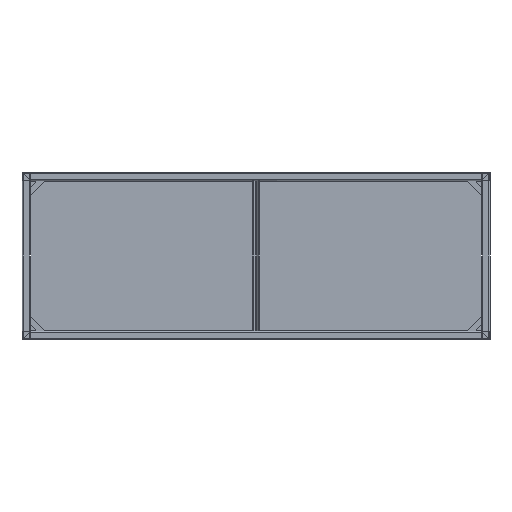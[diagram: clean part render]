
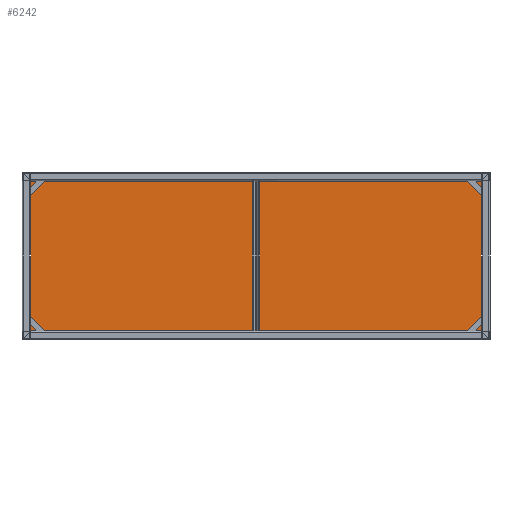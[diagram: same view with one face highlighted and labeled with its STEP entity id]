
A CAD part, front view. The second image highlights one B-rep face of the part: STEP entity #6242.
In plain terms, the highlighted planar face has unit normal (0, -1, 0).
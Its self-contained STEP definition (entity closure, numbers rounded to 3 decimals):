
#86 = LINE ( 'NONE', #471, #4432 ) ;
#95 = DIRECTION ( 'NONE',  ( 0., 1., 0. ) ) ;
#250 = VECTOR ( 'NONE', #6305, 1000. ) ;
#397 = DIRECTION ( 'NONE',  ( -1., 0., 0. ) ) ;
#452 = CARTESIAN_POINT ( 'NONE',  ( 817.5, -15., 270. ) ) ;
#471 = CARTESIAN_POINT ( 'NONE',  ( -817.5, -15., 270. ) ) ;
#782 = EDGE_CURVE ( 'NONE', #3976, #2639, #1372, .T. ) ;
#819 = VECTOR ( 'NONE', #6734, 1000. ) ;
#894 = CARTESIAN_POINT ( 'NONE',  ( -817.5, -15., 270. ) ) ;
#908 = CARTESIAN_POINT ( 'NONE',  ( 817.5, -15., -270. ) ) ;
#1006 = ORIENTED_EDGE ( 'NONE', *, *, #2486, .T. ) ;
#1144 = ORIENTED_EDGE ( 'NONE', *, *, #4504, .T. ) ;
#1372 = LINE ( 'NONE', #7303, #819 ) ;
#1376 = EDGE_CURVE ( 'NONE', #3191, #7139, #86, .T. ) ;
#1824 = LINE ( 'NONE', #5825, #250 ) ;
#2486 = EDGE_CURVE ( 'NONE', #2639, #3191, #1824, .T. ) ;
#2553 = AXIS2_PLACEMENT_3D ( 'NONE', #6865, #95, #4082 ) ;
#2637 = FACE_OUTER_BOUND ( 'NONE', #5375, .T. ) ;
#2639 = VERTEX_POINT ( 'NONE', #908 ) ;
#2668 = CARTESIAN_POINT ( 'NONE',  ( -817.5, -15., -270. ) ) ;
#2843 = VECTOR ( 'NONE', #4135, 1000. ) ;
#3191 = VERTEX_POINT ( 'NONE', #452 ) ;
#3976 = VERTEX_POINT ( 'NONE', #2668 ) ;
#4082 = DIRECTION ( 'NONE',  ( 0., 0., 1. ) ) ;
#4135 = DIRECTION ( 'NONE',  ( 0., 0., -1. ) ) ;
#4139 = LINE ( 'NONE', #6370, #2843 ) ;
#4432 = VECTOR ( 'NONE', #397, 1000. ) ;
#4504 = EDGE_CURVE ( 'NONE', #7139, #3976, #4139, .T. ) ;
#4605 = PLANE ( 'NONE',  #2553 ) ;
#5375 = EDGE_LOOP ( 'NONE', ( #1006, #5514, #1144, #6099 ) ) ;
#5514 = ORIENTED_EDGE ( 'NONE', *, *, #1376, .T. ) ;
#5825 = CARTESIAN_POINT ( 'NONE',  ( 817.5, -15., -270. ) ) ;
#6099 = ORIENTED_EDGE ( 'NONE', *, *, #782, .T. ) ;
#6242 = ADVANCED_FACE ( 'NONE', ( #2637 ), #4605, .F. ) ;
#6305 = DIRECTION ( 'NONE',  ( 0., 0., 1. ) ) ;
#6370 = CARTESIAN_POINT ( 'NONE',  ( -817.5, -15., -270. ) ) ;
#6734 = DIRECTION ( 'NONE',  ( 1., 0., 0. ) ) ;
#6865 = CARTESIAN_POINT ( 'NONE',  ( 0., -15., 0. ) ) ;
#7139 = VERTEX_POINT ( 'NONE', #894 ) ;
#7303 = CARTESIAN_POINT ( 'NONE',  ( -817.5, -15., -270. ) ) ;
